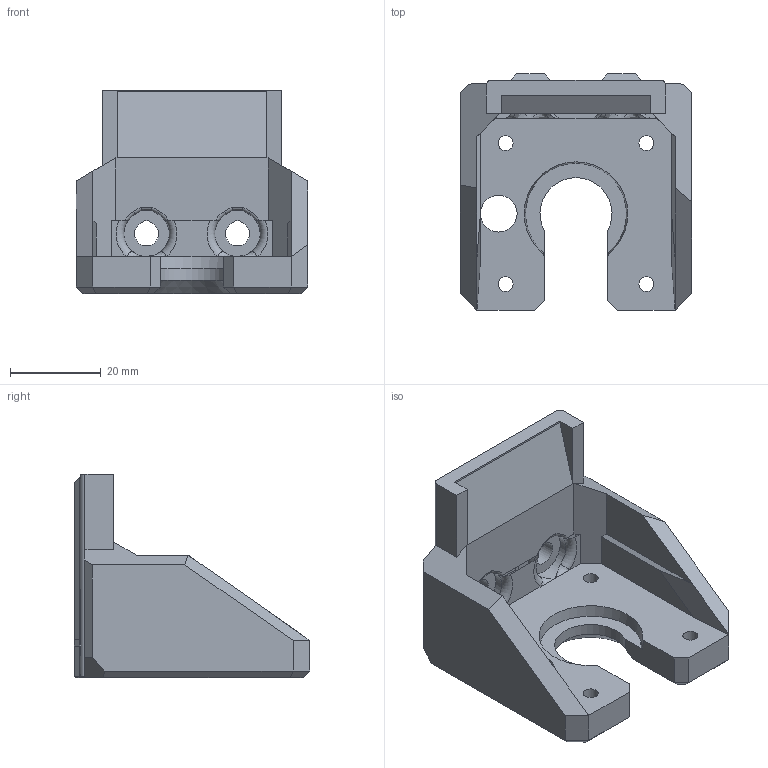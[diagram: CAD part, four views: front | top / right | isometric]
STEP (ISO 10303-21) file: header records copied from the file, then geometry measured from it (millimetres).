
FILE_DESCRIPTION(/* description */ (''),/* implementation_level */ '2;1');
FILE_NAME(/* name */ 'z_motor_mount v1.step',/* time_stamp */ '2020-05-09T15:09:50+09:00',/* author */ (''),/* organization */ (''),/* preprocessor_version */ 'ST-DEVELOPER v18',/* originating_system */ 'Autodesk Translation Framework v8.12.0.6',/* authorisation */ '');
FILE_SCHEMA (('AUTOMOTIVE_DESIGN { 1 0 10303 214 3 1 1 }'));
Length unit declared in the file: millimetre
Products named in the file (2): z_motor_mount; z_motor_mount_1
Assembly tree (1 placements, depth 2):
  z_motor_mount
    z_motor_mount_1
Bounding box: 51 x 51.9 x 44.8 mm (x, y, z)
Volume: 31788.1 mm3; surface area: 12581.8 mm2
Topology: 1 solids, 5 shells, 255 faces, 676 edges, 427 vertices
Faces by surface type: plane 198, cylinder 22, cone 21, torus 8, bspline 6
Full cylindrical faces by diameter (mm): 3.3 x4, 5.8 x4, 8.085 x1
Entity records: 8106 total; most frequent: CARTESIAN_POINT 1827, ORIENTED_EDGE 1344, DIRECTION 1228, EDGE_CURVE 672, LINE 496, VECTOR 496, VERTEX_POINT 427, AXIS2_PLACEMENT_3D 366
